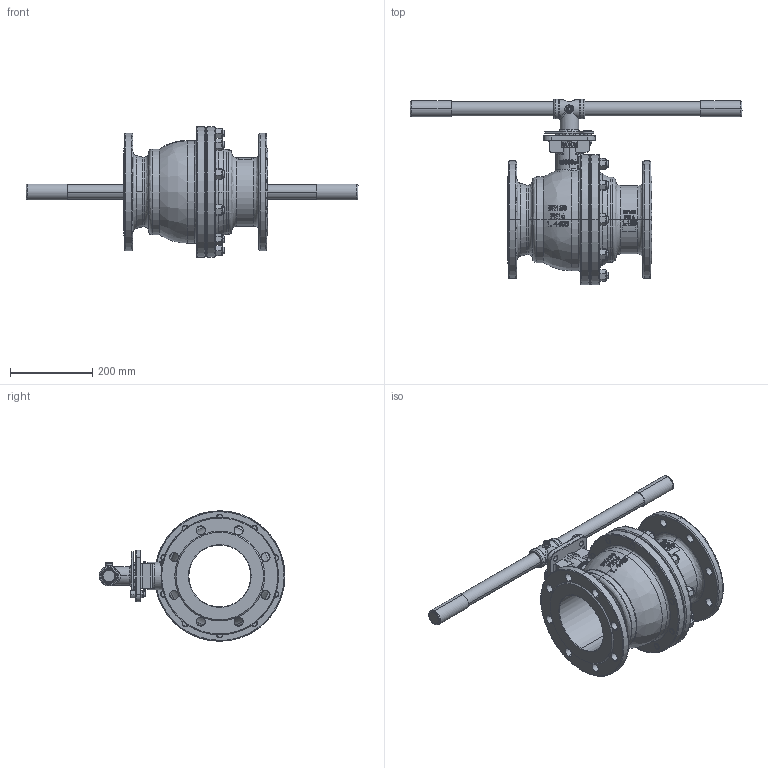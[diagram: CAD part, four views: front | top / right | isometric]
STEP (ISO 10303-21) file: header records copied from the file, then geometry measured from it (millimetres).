
FILE_DESCRIPTION (( 'STEP AP203' ), '1' );
FILE_NAME ('KV-L6K DN150.STEP', '2021-02-01T06:11:12', ( 'Sky123.Org' ), ( 'Sky123.Org' ), 'SwSTEP 2.0', 'SolidWorks 2013', '' );
FILE_SCHEMA (( 'CONFIG_CONTROL_DESIGN' ));
Products named in the file (1): KV-L6K DN150
Bounding box: 805 x 450.63 x 316 mm (x, y, z)
Volume: 9400225.3 mm3; surface area: 1229683.8 mm2
Topology: 35 solids, 35 shells, 1512 faces, 3603 edges, 2233 vertices
Faces by surface type: plane 504, bspline 363, cylinder 362, cone 283
Entity records: 103947 total; most frequent: CARTESIAN_POINT 70669, ORIENTED_EDGE 7188, DIRECTION 6443, EDGE_CURVE 3594, AXIS2_PLACEMENT_3D 2547, VERTEX_POINT 2232, EDGE_LOOP 1726, FACE_OUTER_BOUND 1512
